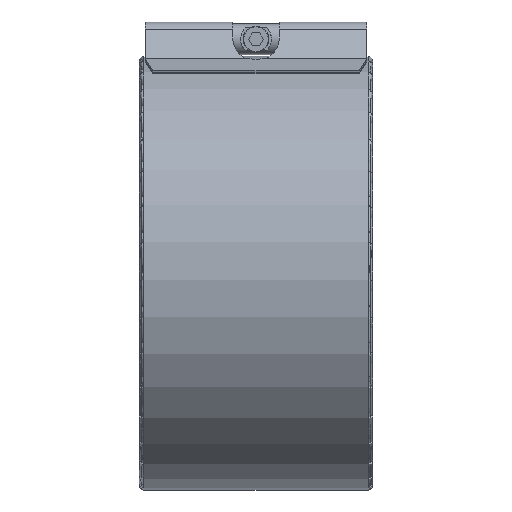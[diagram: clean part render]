
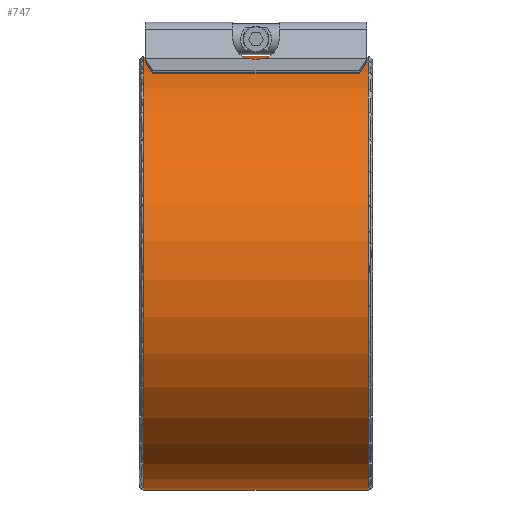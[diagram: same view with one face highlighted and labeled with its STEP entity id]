
A CAD part, front view. The second image highlights one B-rep face of the part: STEP entity #747.
In plain terms, the highlighted cylindrical face has radius 84 mm (diameter 168 mm), a partial arc.
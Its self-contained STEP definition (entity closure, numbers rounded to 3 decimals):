
#122=ELLIPSE('',#2573,168.,84.);
#123=ELLIPSE('',#2575,168.,84.);
#310=LINE('',#3961,#500);
#311=LINE('',#3965,#501);
#500=VECTOR('',#3151,1.);
#501=VECTOR('',#3154,1.);
#622=CYLINDRICAL_SURFACE('',#2576,84.);
#747=ADVANCED_FACE('',(#940),#622,.T.);
#940=FACE_OUTER_BOUND('',#1110,.T.);
#1110=EDGE_LOOP('',(#1600,#1601,#1602,#1603,#1604,#1605));
#1600=ORIENTED_EDGE('',*,*,#2223,.F.);
#1601=ORIENTED_EDGE('',*,*,#2224,.T.);
#1602=ORIENTED_EDGE('',*,*,#2220,.F.);
#1603=ORIENTED_EDGE('',*,*,#2225,.T.);
#1604=ORIENTED_EDGE('',*,*,#2226,.T.);
#1605=ORIENTED_EDGE('',*,*,#2227,.F.);
#1944=VERTEX_POINT('',#3935);
#1945=VERTEX_POINT('',#3936);
#1946=VERTEX_POINT('',#3962);
#1947=VERTEX_POINT('',#3963);
#1948=VERTEX_POINT('',#3966);
#1949=VERTEX_POINT('',#3968);
#2220=EDGE_CURVE('',#1944,#1945,#2364,.T.);
#2223=EDGE_CURVE('',#1946,#1947,#310,.T.);
#2224=EDGE_CURVE('',#1946,#1945,#122,.T.);
#2225=EDGE_CURVE('',#1944,#1948,#311,.T.);
#2226=EDGE_CURVE('',#1948,#1949,#2366,.T.);
#2227=EDGE_CURVE('',#1947,#1949,#123,.T.);
#2364=CIRCLE('',#2570,84.);
#2366=CIRCLE('',#2574,84.);
#2570=AXIS2_PLACEMENT_3D('',#3934,#3145,#3146);
#2573=AXIS2_PLACEMENT_3D('',#3964,#3152,#3153);
#2574=AXIS2_PLACEMENT_3D('',#3967,#3155,#3156);
#2575=AXIS2_PLACEMENT_3D('',#3969,#3157,#3158);
#2576=AXIS2_PLACEMENT_3D('',#3970,#3159,#3160);
#3145=DIRECTION('',(-1.,0.,0.));
#3146=DIRECTION('',(0.,0.,1.));
#3151=DIRECTION('',(1.,0.,0.));
#3152=DIRECTION('',(0.5,-0.866,0.));
#3153=DIRECTION('',(-0.866,-0.5,0.));
#3154=DIRECTION('',(1.,0.,0.));
#3155=DIRECTION('',(-1.,0.,0.));
#3156=DIRECTION('',(0.,0.,1.));
#3157=DIRECTION('',(0.5,0.866,0.));
#3158=DIRECTION('',(-0.866,0.5,0.));
#3159=DIRECTION('',(-1.,0.,0.));
#3160=DIRECTION('',(0.,0.,1.));
#3934=CARTESIAN_POINT('',(-43.45,0.,0.));
#3935=CARTESIAN_POINT('',(-43.45,11.859,83.159));
#3936=CARTESIAN_POINT('',(-43.45,-2.425,83.965));
#3961=CARTESIAN_POINT('',(-43.45,0.,84.));
#3962=CARTESIAN_POINT('',(-39.25,0.,84.));
#3963=CARTESIAN_POINT('',(39.25,0.,84.));
#3964=CARTESIAN_POINT('',(-39.25,0.,0.));
#3965=CARTESIAN_POINT('',(-43.45,11.859,83.159));
#3966=CARTESIAN_POINT('',(43.45,11.859,83.159));
#3967=CARTESIAN_POINT('',(43.45,0.,0.));
#3968=CARTESIAN_POINT('',(43.45,-2.425,83.965));
#3969=CARTESIAN_POINT('',(39.25,0.,0.));
#3970=CARTESIAN_POINT('',(0.,0.,0.));
